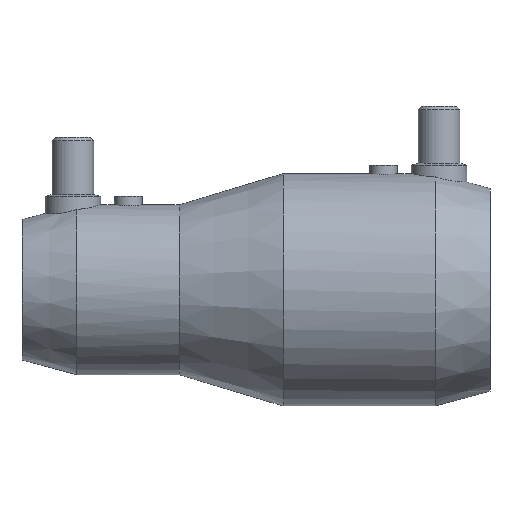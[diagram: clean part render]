
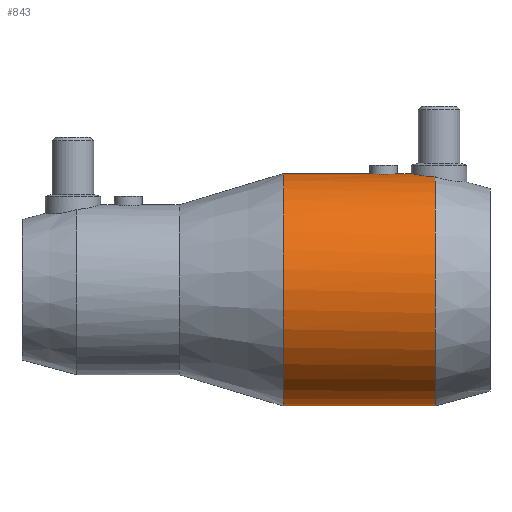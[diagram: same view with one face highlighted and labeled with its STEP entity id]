
A CAD part, top view. The second image highlights one B-rep face of the part: STEP entity #843.
In plain terms, the highlighted cylindrical face has radius 33.5 mm (diameter 67 mm), a partial arc.
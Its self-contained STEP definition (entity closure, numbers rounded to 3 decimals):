
#325 = EDGE_CURVE( '', #327, #889, #935, .T. );
#327 = VERTEX_POINT( '', #937 );
#439 = VERTEX_POINT( '', #1063 );
#491 = VERTEX_POINT( '', #1123 );
#547 = VERTEX_POINT( '', #1187 );
#577 = EDGE_CURVE( '', #491, #659, #1223, .T. );
#617 = EDGE_CURVE( '', #889, #677, #1264, .T. );
#659 = VERTEX_POINT( '', #1310 );
#677 = VERTEX_POINT( '', #1330 );
#697 = EDGE_CURVE( '', #439, #327, #1353, .T. );
#701 = EDGE_CURVE( '', #659, #547, #1357, .T. );
#769 = EDGE_CURVE( '', #439, #547, #1434, .T. );
#825 = EDGE_CURVE( '', #677, #491, #1501, .T. );
#843 = ADVANCED_FACE( '', ( #1522 ), #1523, .T. );
#889 = VERTEX_POINT( '', #1571 );
#935 = CIRCLE( '', #1648, 33.5 );
#937 = CARTESIAN_POINT( '', ( 39.139, -33.5, 0. ) );
#1063 = CARTESIAN_POINT( '', ( -4.688, -33.5, 0. ) );
#1123 = CARTESIAN_POINT( '', ( 28.333, 33.5, 0. ) );
#1187 = CARTESIAN_POINT( '', ( -4.688, 33.5, 0. ) );
#1223 = B_SPLINE_CURVE_WITH_KNOTS( '', 3, ( #2138, #2139, #2140, #2141, #2142, #2143, #2144, #2145, #2146, #2147, #2148, #2149, #2150, #2151, #2152, #2153, #2154, #2155, #2156, #2157, #2158, #2159, #2160, #2161, #2162, #2163, #2164, #2165, #2166, #2167, #2168, #2169, #2170, #2171 ), .UNSPECIFIED., .F., .F., ( 4, 2, 2, 2, 2, 2, 2, 2, 2, 2, 2, 2, 2, 2, 2, 2, 4 ), ( 6.033, 6.787, 7.541, 8.296, 9.05, 9.804, 10.558, 11.312, 12.066, 12.82, 13.575, 14.329, 15.083, 15.837, 16.591, 17.345, 18.1 ), .UNSPECIFIED. );
#1264 = B_SPLINE_CURVE_WITH_KNOTS( '', 3, ( #2291, #2292, #2293, #2294, #2295, #2296, #2297, #2298, #2299, #2300, #2301, #2302, #2303, #2304, #2305, #2306, #2307, #2308, #2309, #2310, #2311, #2312, #2313, #2314, #2315, #2316, #2317, #2318, #2319, #2320, #2321, #2322, #2323, #2324 ), .UNSPECIFIED., .F., .F., ( 4, 2, 2, 2, 2, 2, 2, 2, 2, 2, 2, 2, 2, 2, 2, 2, 4 ), ( 1.174, 1.513, 3.026, 4.539, 6.053, 7.566, 9.079, 10.592, 12.104, 13.617, 15.13, 16.643, 18.156, 19.67, 21.183, 22.696, 23.035 ), .UNSPECIFIED. );
#1310 = CARTESIAN_POINT( '', ( 20.333, 33.5, 0. ) );
#1330 = CARTESIAN_POINT( '', ( 32.333, 33.5, 0. ) );
#1353 = LINE( '', #2444, #2445 );
#1357 = LINE( '', #2452, #2453 );
#1434 = CIRCLE( '', #2585, 33.5 );
#1501 = LINE( '', #2684, #2685 );
#1522 = FACE_OUTER_BOUND( '', #2749, .T. );
#1523 = CYLINDRICAL_SURFACE( '', #2750, 33.5 );
#1571 = CARTESIAN_POINT( '', ( 39.139, 32.553, 7.91 ) );
#1648 = AXIS2_PLACEMENT_3D( '', #2893, #2894, #2895 );
#2138 = CARTESIAN_POINT( '', ( 28.333, 33.5, 0. ) );
#2139 = CARTESIAN_POINT( '', ( 28.333, 33.5, 0.251 ) );
#2140 = CARTESIAN_POINT( '', ( 28.309, 33.497, 0.511 ) );
#2141 = CARTESIAN_POINT( '', ( 28.208, 33.485, 1.028 ) );
#2142 = CARTESIAN_POINT( '', ( 28.131, 33.476, 1.285 ) );
#2143 = CARTESIAN_POINT( '', ( 27.926, 33.454, 1.778 ) );
#2144 = CARTESIAN_POINT( '', ( 27.799, 33.44, 2.014 ) );
#2145 = CARTESIAN_POINT( '', ( 27.506, 33.411, 2.451 ) );
#2146 = CARTESIAN_POINT( '', ( 27.339, 33.395, 2.651 ) );
#2147 = CARTESIAN_POINT( '', ( 26.984, 33.365, 3.006 ) );
#2148 = CARTESIAN_POINT( '', ( 26.784, 33.35, 3.172 ) );
#2149 = CARTESIAN_POINT( '', ( 26.347, 33.321, 3.466 ) );
#2150 = CARTESIAN_POINT( '', ( 26.111, 33.307, 3.593 ) );
#2151 = CARTESIAN_POINT( '', ( 25.618, 33.284, 3.797 ) );
#2152 = CARTESIAN_POINT( '', ( 25.361, 33.275, 3.875 ) );
#2153 = CARTESIAN_POINT( '', ( 24.845, 33.263, 3.976 ) );
#2154 = CARTESIAN_POINT( '', ( 24.585, 33.26, 4. ) );
#2155 = CARTESIAN_POINT( '', ( 24.082, 33.26, 4. ) );
#2156 = CARTESIAN_POINT( '', ( 23.822, 33.263, 3.976 ) );
#2157 = CARTESIAN_POINT( '', ( 23.305, 33.275, 3.875 ) );
#2158 = CARTESIAN_POINT( '', ( 23.048, 33.284, 3.797 ) );
#2159 = CARTESIAN_POINT( '', ( 22.556, 33.307, 3.593 ) );
#2160 = CARTESIAN_POINT( '', ( 22.319, 33.321, 3.466 ) );
#2161 = CARTESIAN_POINT( '', ( 21.883, 33.35, 3.172 ) );
#2162 = CARTESIAN_POINT( '', ( 21.682, 33.365, 3.006 ) );
#2163 = CARTESIAN_POINT( '', ( 21.327, 33.395, 2.651 ) );
#2164 = CARTESIAN_POINT( '', ( 21.161, 33.411, 2.451 ) );
#2165 = CARTESIAN_POINT( '', ( 20.867, 33.44, 2.014 ) );
#2166 = CARTESIAN_POINT( '', ( 20.74, 33.454, 1.778 ) );
#2167 = CARTESIAN_POINT( '', ( 20.536, 33.476, 1.285 ) );
#2168 = CARTESIAN_POINT( '', ( 20.459, 33.485, 1.028 ) );
#2169 = CARTESIAN_POINT( '', ( 20.357, 33.497, 0.511 ) );
#2170 = CARTESIAN_POINT( '', ( 20.333, 33.5, 0.251 ) );
#2171 = CARTESIAN_POINT( '', ( 20.333, 33.5, 0. ) );
#2291 = CARTESIAN_POINT( '', ( 39.139, 32.553, 7.91 ) );
#2292 = CARTESIAN_POINT( '', ( 39.023, 32.557, 7.893 ) );
#2293 = CARTESIAN_POINT( '', ( 38.906, 32.562, 7.873 ) );
#2294 = CARTESIAN_POINT( '', ( 38.273, 32.592, 7.748 ) );
#2295 = CARTESIAN_POINT( '', ( 37.759, 32.629, 7.593 ) );
#2296 = CARTESIAN_POINT( '', ( 36.774, 32.721, 7.184 ) );
#2297 = CARTESIAN_POINT( '', ( 36.302, 32.777, 6.93 ) );
#2298 = CARTESIAN_POINT( '', ( 35.431, 32.895, 6.343 ) );
#2299 = CARTESIAN_POINT( '', ( 35.031, 32.958, 6.011 ) );
#2300 = CARTESIAN_POINT( '', ( 34.322, 33.08, 5.303 ) );
#2301 = CARTESIAN_POINT( '', ( 33.99, 33.142, 4.903 ) );
#2302 = CARTESIAN_POINT( '', ( 33.403, 33.259, 4.031 ) );
#2303 = CARTESIAN_POINT( '', ( 33.149, 33.314, 3.559 ) );
#2304 = CARTESIAN_POINT( '', ( 32.74, 33.405, 2.574 ) );
#2305 = CARTESIAN_POINT( '', ( 32.585, 33.441, 2.06 ) );
#2306 = CARTESIAN_POINT( '', ( 32.382, 33.488, 1.025 ) );
#2307 = CARTESIAN_POINT( '', ( 32.333, 33.5, 0.504 ) );
#2308 = CARTESIAN_POINT( '', ( 32.333, 33.5, -0.504 ) );
#2309 = CARTESIAN_POINT( '', ( 32.382, 33.488, -1.025 ) );
#2310 = CARTESIAN_POINT( '', ( 32.585, 33.441, -2.06 ) );
#2311 = CARTESIAN_POINT( '', ( 32.74, 33.405, -2.574 ) );
#2312 = CARTESIAN_POINT( '', ( 33.149, 33.314, -3.559 ) );
#2313 = CARTESIAN_POINT( '', ( 33.403, 33.259, -4.031 ) );
#2314 = CARTESIAN_POINT( '', ( 33.99, 33.142, -4.903 ) );
#2315 = CARTESIAN_POINT( '', ( 34.322, 33.08, -5.303 ) );
#2316 = CARTESIAN_POINT( '', ( 35.031, 32.958, -6.011 ) );
#2317 = CARTESIAN_POINT( '', ( 35.431, 32.895, -6.343 ) );
#2318 = CARTESIAN_POINT( '', ( 36.302, 32.777, -6.93 ) );
#2319 = CARTESIAN_POINT( '', ( 36.774, 32.721, -7.184 ) );
#2320 = CARTESIAN_POINT( '', ( 37.759, 32.629, -7.593 ) );
#2321 = CARTESIAN_POINT( '', ( 38.273, 32.592, -7.748 ) );
#2322 = CARTESIAN_POINT( '', ( 38.906, 32.562, -7.873 ) );
#2323 = CARTESIAN_POINT( '', ( 39.023, 32.557, -7.893 ) );
#2324 = CARTESIAN_POINT( '', ( 39.139, 32.553, -7.91 ) );
#2444 = CARTESIAN_POINT( '', ( 17.225, -33.5, 0. ) );
#2445 = VECTOR( '', #3400, 1. );
#2452 = CARTESIAN_POINT( '', ( 17.225, 33.5, 0. ) );
#2453 = VECTOR( '', #3402, 1. );
#2585 = AXIS2_PLACEMENT_3D( '', #3497, #3498, #3499 );
#2684 = CARTESIAN_POINT( '', ( 17.225, 33.5, 0. ) );
#2685 = VECTOR( '', #3609, 1. );
#2749 = EDGE_LOOP( '', ( #3632, #3633, #3634, #3635, #3636, #3637, #3638 ) );
#2750 = AXIS2_PLACEMENT_3D( '', #3639, #3640, #3641 );
#2893 = CARTESIAN_POINT( '', ( 39.139, 0., 0. ) );
#2894 = DIRECTION( '', ( -1., 0., 0. ) );
#2895 = DIRECTION( '', ( 0., 1., 0. ) );
#3400 = DIRECTION( '', ( 1., 0., 0. ) );
#3402 = DIRECTION( '', ( -1., 0., 0. ) );
#3497 = CARTESIAN_POINT( '', ( -4.688, 0., 0. ) );
#3498 = DIRECTION( '', ( -1., 0., 0. ) );
#3499 = DIRECTION( '', ( 0., 1., 0. ) );
#3609 = DIRECTION( '', ( -1., 0., 0. ) );
#3632 = ORIENTED_EDGE( '', *, *, #825, .T. );
#3633 = ORIENTED_EDGE( '', *, *, #577, .T. );
#3634 = ORIENTED_EDGE( '', *, *, #701, .T. );
#3635 = ORIENTED_EDGE( '', *, *, #769, .F. );
#3636 = ORIENTED_EDGE( '', *, *, #697, .T. );
#3637 = ORIENTED_EDGE( '', *, *, #325, .T. );
#3638 = ORIENTED_EDGE( '', *, *, #617, .T. );
#3639 = CARTESIAN_POINT( '', ( 17.225, 0., 0. ) );
#3640 = DIRECTION( '', ( 1., 0., 0. ) );
#3641 = DIRECTION( '', ( 0., 1., 0. ) );
